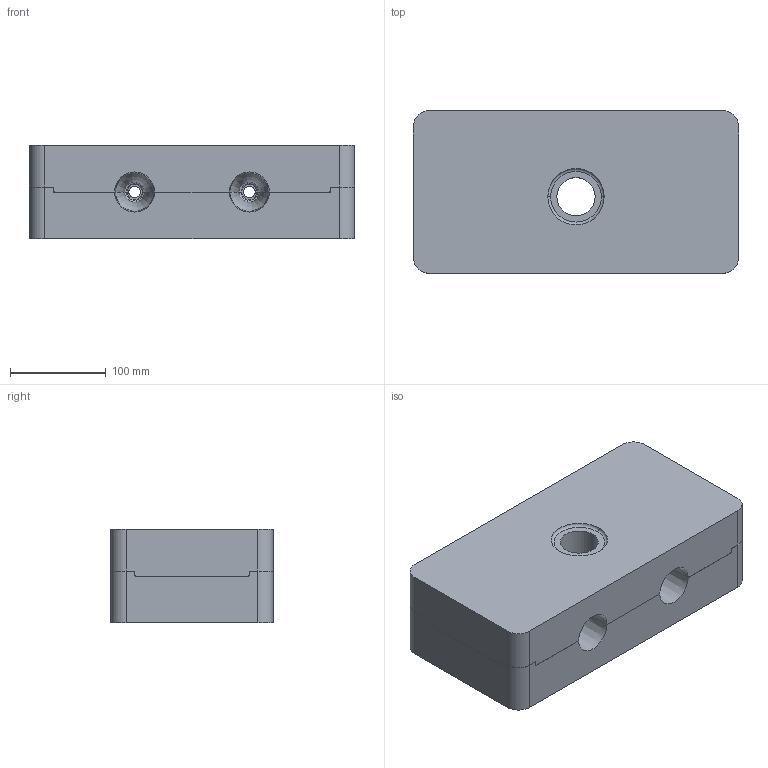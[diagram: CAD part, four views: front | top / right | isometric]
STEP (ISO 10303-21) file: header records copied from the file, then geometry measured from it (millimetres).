
FILE_DESCRIPTION((''),'2;1');
FILE_NAME('MFG0001_ASM','2018-05-21T',('Administrator'),(''),'CREO PARAMETRIC BY PTC INC, 2014190','CREO PARAMETRIC BY PTC INC, 2014190','');
FILE_SCHEMA(('CONFIG_CONTROL_DESIGN'));
Length unit declared in the file: millimetre
Products named in the file (3): MOLD_VOL_5; MOLD_VOL_6; MFG0001_ASM
Assembly tree (2 placements, depth 2):
  MFG0001_ASM
    MOLD_VOL_5
    MOLD_VOL_6
Bounding box: 340 x 170 x 98 mm (x, y, z)
Volume: 5212155.8 mm3; surface area: 354403.5 mm2
Topology: 2 solids, 2 shells, 678 faces, 1866 edges, 1191 vertices
Faces by surface type: plane 219, bspline 156, cylinder 129, cone 100, torus 62, revolution 8, sphere 4
Entity records: 28113 total; most frequent: CARTESIAN_POINT 11390, ORIENTED_EDGE 3732, DIRECTION 3343, EDGE_CURVE 1866, AXIS2_PLACEMENT_3D 1276, VERTEX_POINT 1191, VECTOR 783, LINE 783
